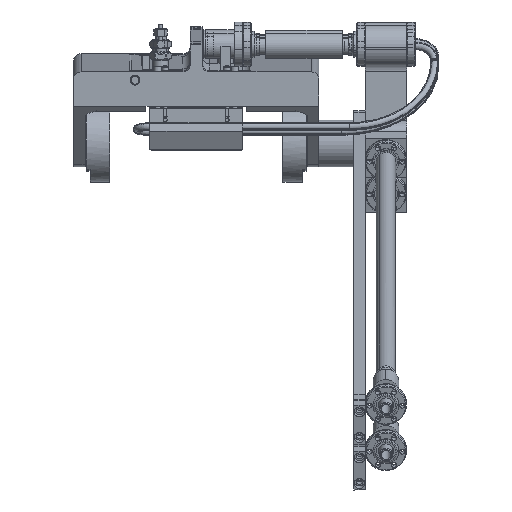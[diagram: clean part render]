
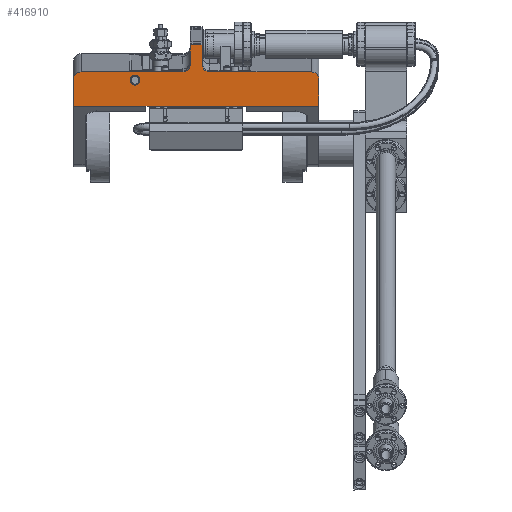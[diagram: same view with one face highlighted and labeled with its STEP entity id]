
A CAD part, top view. The second image highlights one B-rep face of the part: STEP entity #416910.
In plain terms, the highlighted face is planar.
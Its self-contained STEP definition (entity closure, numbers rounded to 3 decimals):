
#371100=CARTESIAN_POINT('',(-100.807,36.438,111.513))
;
#371110=DIRECTION('',(0.,-0.996,-0.087));
#371120=VECTOR('',#371110,1.);
#371130=LINE('',#371100,#371120);
#371140=CARTESIAN_POINT('',(-100.807,65.277,114.036))
;
#371150=VERTEX_POINT('',#371140);
#371160=CARTESIAN_POINT('',(-100.807,43.436,112.125))
;
#371170=VERTEX_POINT('',#371160);
#371180=EDGE_CURVE('',#371150,#371170,#371130,.T.);
#378900=CARTESIAN_POINT('',(-94.457,71.603,114.589));
#378910=VERTEX_POINT('',#378900);
#378940=CARTESIAN_POINT('',(-94.457,65.277,114.036));
#378950=DIRECTION('',(0.,-0.087,0.996));
#378960=DIRECTION('',(0.,-0.996,-0.087));
#378970=AXIS2_PLACEMENT_3D('',#378940,#378950,#378960);
#378980=CIRCLE('',#378970,6.35);
#378990=EDGE_CURVE('',#378910,#371150,#378980,.T.);
#382160=CARTESIAN_POINT('',(41.275,43.436,112.125));
#382170=VERTEX_POINT('',#382160);
#383040=CARTESIAN_POINT('',(-41.275,43.436,112.125));
#383050=VERTEX_POINT('',#383040);
#402480=CARTESIAN_POINT('',(94.457,71.603,
114.589));
#402490=VERTEX_POINT('',#402480);
#402520=CARTESIAN_POINT('',(25.859,71.603,
114.589));
#402530=DIRECTION('',(1.,0.,0.));
#402540=VECTOR('',#402530,1.);
#402550=LINE('',#402520,#402540);
#402560=CARTESIAN_POINT('',(11.113,71.603,114.589));
#402570=VERTEX_POINT('',#402560);
#402580=EDGE_CURVE('',#402570,#402490,#402550,.T.);
#405540=CARTESIAN_POINT('',(25.859,71.603,
114.589));
#405550=DIRECTION('',(1.,0.,0.));
#405560=VECTOR('',#405550,1.);
#405570=LINE('',#405540,#405560);
#405580=CARTESIAN_POINT('',(-11.113,71.603,114.589))
;
#405590=VERTEX_POINT('',#405580);
#405600=EDGE_CURVE('',#378910,#405590,#405570,.T.);
#406680=CARTESIAN_POINT('',(-4.762,93.744,
116.526));
#406690=VERTEX_POINT('',#406680);
#409640=CARTESIAN_POINT('',(4.763,93.744,
116.526));
#409650=VERTEX_POINT('',#409640);
#409680=CARTESIAN_POINT('',(25.859,93.744,
116.526));
#409690=DIRECTION('',(-1.,0.,0.));
#409700=VECTOR('',#409690,1.);
#409710=LINE('',#409680,#409700);
#409720=EDGE_CURVE('',#409650,#406690,#409710,.T.);
#415990=CARTESIAN_POINT('',(0.23,31.007,
111.038));
#416000=DIRECTION('',(0.,-0.087,
0.996));
#416010=DIRECTION('',(1.,0.,0.));
#416020=AXIS2_PLACEMENT_3D('',#415990,#416000,#416010);
#416030=PLANE('',#416020);
#416040=ORIENTED_EDGE('',*,*,#409720,.T.);
#416050=CARTESIAN_POINT('',(4.763,36.438,
111.513));
#416060=DIRECTION('',(0.,-0.996,
-0.087));
#416070=VECTOR('',#416060,1.);
#416080=LINE('',#416050,#416070);
#416090=CARTESIAN_POINT('',(4.763,77.929,
115.143));
#416100=VERTEX_POINT('',#416090);
#416110=EDGE_CURVE('',#409650,#416100,#416080,.T.);
#416120=ORIENTED_EDGE('',*,*,#416110,.F.);
#416130=CARTESIAN_POINT('',(11.113,77.929,115.143));
#416140=DIRECTION('',(0.,0.087,
-0.996));
#416150=DIRECTION('',(0.,0.996,0.087));
#416160=AXIS2_PLACEMENT_3D('',#416130,#416140,#416150);
#416170=CIRCLE('',#416160,6.35);
#416180=EDGE_CURVE('',#402570,#416100,#416170,.T.);
#416190=ORIENTED_EDGE('',*,*,#416180,.T.);
#416200=ORIENTED_EDGE('',*,*,#402580,.F.);
#416210=CARTESIAN_POINT('',(94.457,65.277,
114.036));
#416220=DIRECTION('',(0.,-0.087,0.996));
#416230=DIRECTION('',(0.,-0.996,-0.087));
#416240=AXIS2_PLACEMENT_3D('',#416210,#416220,#416230);
#416250=CIRCLE('',#416240,6.35);
#416260=CARTESIAN_POINT('',(100.807,65.277,114.036));
#416270=VERTEX_POINT('',#416260);
#416280=EDGE_CURVE('',#416270,#402490,#416250,.T.);
#416290=ORIENTED_EDGE('',*,*,#416280,.T.);
#416300=CARTESIAN_POINT('',(100.807,36.438,111.513));
#416310=DIRECTION('',(0.,0.996,0.087));
#416320=VECTOR('',#416310,1.);
#416330=LINE('',#416300,#416320);
#416340=CARTESIAN_POINT('',(100.807,43.436,112.125));
#416350=VERTEX_POINT('',#416340);
#416360=EDGE_CURVE('',#416350,#416270,#416330,.T.);
#416370=ORIENTED_EDGE('',*,*,#416360,.T.);
#416380=CARTESIAN_POINT('',(25.859,43.436,
112.125));
#416390=DIRECTION('',(1.,0.,0.));
#416400=VECTOR('',#416390,1.);
#416410=LINE('',#416380,#416400);
#416420=EDGE_CURVE('',#382170,#416350,#416410,.T.);
#416430=ORIENTED_EDGE('',*,*,#416420,.T.);
#416440=CARTESIAN_POINT('',(25.859,43.436,
112.125));
#416450=DIRECTION('',(1.,0.,0.));
#416460=VECTOR('',#416450,1.);
#416470=LINE('',#416440,#416460);
#416480=EDGE_CURVE('',#383050,#382170,#416470,.T.);
#416490=ORIENTED_EDGE('',*,*,#416480,.T.);
#416500=CARTESIAN_POINT('',(25.859,43.436,
112.125));
#416510=DIRECTION('',(1.,0.,0.));
#416520=VECTOR('',#416510,1.);
#416530=LINE('',#416500,#416520);
#416540=EDGE_CURVE('',#371170,#383050,#416530,.T.);
#416550=ORIENTED_EDGE('',*,*,#416540,.T.);
#416560=ORIENTED_EDGE('',*,*,#371180,.T.);
#416570=ORIENTED_EDGE('',*,*,#378990,.T.);
#416580=ORIENTED_EDGE('',*,*,#405600,.F.);
#416590=CARTESIAN_POINT('',(-11.113,77.929,115.143))
;
#416600=DIRECTION('',(0.,-0.087,
0.996));
#416610=DIRECTION('',(0.,-0.996,-0.087));
#416620=AXIS2_PLACEMENT_3D('',#416590,#416600,#416610);
#416630=CIRCLE('',#416620,6.35);
#416640=CARTESIAN_POINT('',(-4.762,77.929,
115.143));
#416650=VERTEX_POINT('',#416640);
#416660=EDGE_CURVE('',#405590,#416650,#416630,.T.);
#416670=ORIENTED_EDGE('',*,*,#416660,.F.);
#416680=CARTESIAN_POINT('',(-4.762,36.438,
111.513));
#416690=DIRECTION('',(0.,0.996,
0.087));
#416700=VECTOR('',#416690,1.);
#416710=LINE('',#416680,#416700);
#416720=EDGE_CURVE('',#416650,#406690,#416710,.T.);
#416730=ORIENTED_EDGE('',*,*,#416720,.F.);
#416740=EDGE_LOOP('',(#416730,#416670,#416580,#416570,#416560,#416550,
#416490,#416430,#416370,#416290,#416200,#416190,#416120,#416040));
#416750=FACE_OUTER_BOUND('',#416740,.T.);
#416760=CARTESIAN_POINT('',(-50.3,65.277,114.036));
#416770=DIRECTION('',(0.,-0.087,
0.996));
#416780=DIRECTION('',(1.,0.,0.));
#416790=AXIS2_PLACEMENT_3D('',#416760,#416770,#416780);
#416800=CIRCLE('',#416790,2.019);
#416810=CARTESIAN_POINT('',(-48.281,65.277,114.036))
;
#416820=VERTEX_POINT('',#416810);
#416830=CARTESIAN_POINT('',(-52.319,65.277,114.036))
;
#416840=VERTEX_POINT('',#416830);
#416850=EDGE_CURVE('',#416820,#416840,#416800,.T.);
#416860=ORIENTED_EDGE('',*,*,#416850,.F.);
#416870=EDGE_CURVE('',#416840,#416820,#416800,.T.);
#416880=ORIENTED_EDGE('',*,*,#416870,.F.);
#416890=EDGE_LOOP('',(#416880,#416860));
#416900=FACE_BOUND('',#416890,.T.);
#416910=ADVANCED_FACE('',(#416750,#416900),#416030,.T.);
